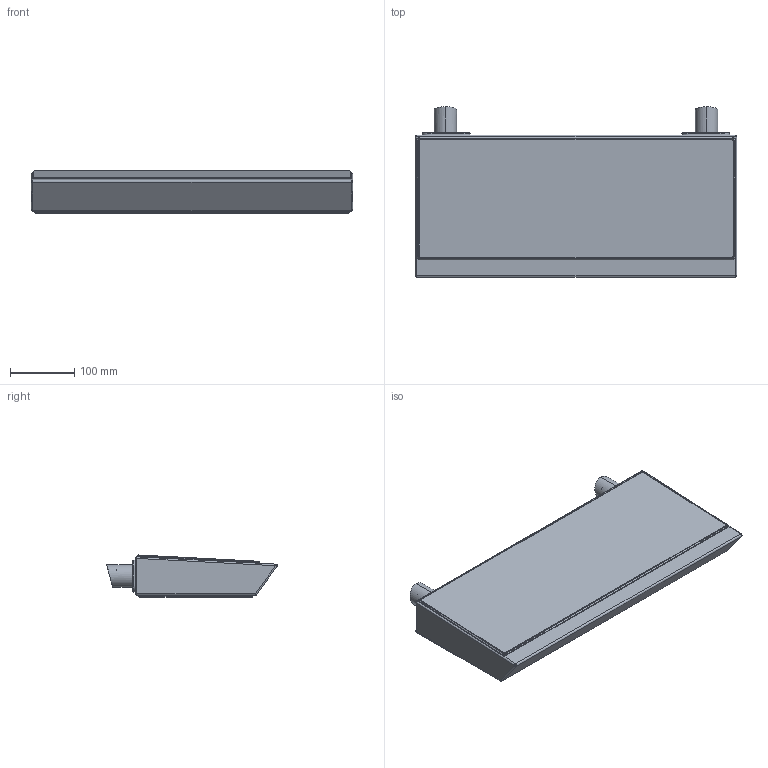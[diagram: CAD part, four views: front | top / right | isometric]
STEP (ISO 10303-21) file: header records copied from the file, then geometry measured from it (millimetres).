
FILE_DESCRIPTION((''),'2;1');
FILE_NAME('CAD-8000_SW0001','2021-10-05T10:13:59',('creinig-se'),(''),'CREO PARAMETRIC BY PTC INC, 2019292','CREO PARAMETRIC BY PTC INC, 2019292','');
FILE_SCHEMA(('CONFIG_CONTROL_DESIGN','SHAPE_APPEARANCE_LAYERS_GROUPS'));
Length unit declared in the file: millimetre
Products named in the file (1): CAD-8000_SW0001
Bounding box: 501.6 x 266.33 x 65.69 mm (x, y, z)
Volume: 6281298.2 mm3; surface area: 312343.2 mm2
Topology: 3 solids, 3 shells, 644 faces, 1450 edges, 854 vertices
Faces by surface type: plane 276, cone 216, cylinder 132, sphere 12, bspline 4, torus 4
Entity records: 24687 total; most frequent: CARTESIAN_POINT 6036, DIRECTION 3098, ORIENTED_EDGE 2836, EDGE_CURVE 1418, AXIS2_PLACEMENT_3D 1184, VERTEX_POINT 854, VECTOR 730, LINE 730
